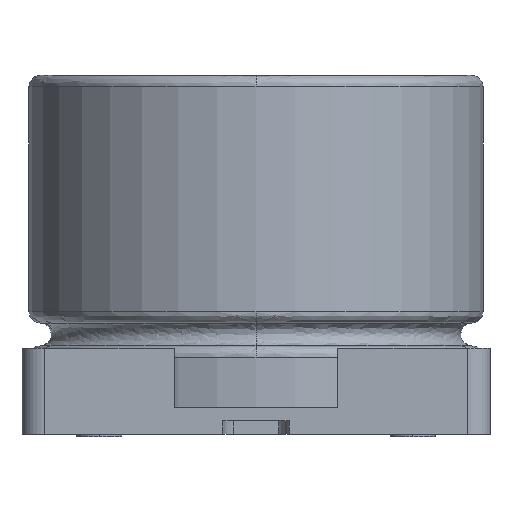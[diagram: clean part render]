
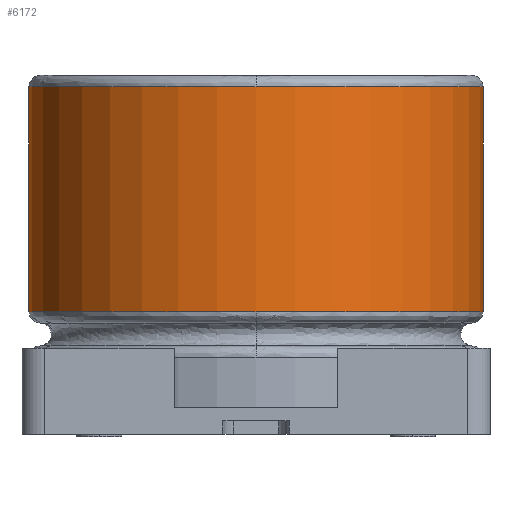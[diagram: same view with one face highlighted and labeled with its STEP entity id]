
A CAD part, left-side view. The second image highlights one B-rep face of the part: STEP entity #6172.
In plain terms, the highlighted cylindrical face has radius 5 mm (diameter 10 mm), a partial arc.
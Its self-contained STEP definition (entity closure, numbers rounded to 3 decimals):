
#112 = ORIENTED_EDGE ( 'NONE', *, *, #213, .T. ) ;
#213 = EDGE_CURVE ( 'NONE', #3531, #7660, #3801, .T. ) ;
#319 = AXIS2_PLACEMENT_3D ( 'NONE', #1124, #7876, #1726 ) ;
#337 = CARTESIAN_POINT ( 'NONE',  ( 0., 0., 7.65 ) ) ;
#392 = DIRECTION ( 'NONE',  ( 0., 0., -1. ) ) ;
#828 = VERTEX_POINT ( 'NONE', #4454 ) ;
#836 = CARTESIAN_POINT ( 'NONE',  ( 0., 0., 2.7 ) ) ;
#902 = EDGE_CURVE ( 'NONE', #5002, #3531, #6210, .T. ) ;
#908 = DIRECTION ( 'NONE',  ( 0., 0., -1. ) ) ;
#996 = ORIENTED_EDGE ( 'NONE', *, *, #6408, .T. ) ;
#1124 = CARTESIAN_POINT ( 'NONE',  ( 0., 0., 5.175 ) ) ;
#1291 = ORIENTED_EDGE ( 'NONE', *, *, #8892, .T. ) ;
#1517 = LINE ( 'NONE', #7770, #9358 ) ;
#1597 = DIRECTION ( 'NONE',  ( 0., 1., 0. ) ) ;
#1726 = DIRECTION ( 'NONE',  ( 0., 1., 0. ) ) ;
#1741 = AXIS2_PLACEMENT_3D ( 'NONE', #836, #8470, #1597 ) ;
#1964 = AXIS2_PLACEMENT_3D ( 'NONE', #6306, #3422, #9308 ) ;
#1976 = CARTESIAN_POINT ( 'NONE',  ( -5., 0., 2.7 ) ) ;
#2287 = CARTESIAN_POINT ( 'NONE',  ( 0., 5., 7.65 ) ) ;
#2453 = CARTESIAN_POINT ( 'NONE',  ( 0., -5., 2.7 ) ) ;
#2655 = CYLINDRICAL_SURFACE ( 'NONE', #319, 5. ) ;
#3165 = AXIS2_PLACEMENT_3D ( 'NONE', #7526, #7719, #3831 ) ;
#3422 = DIRECTION ( 'NONE',  ( 0., 0., -1. ) ) ;
#3531 = VERTEX_POINT ( 'NONE', #1976 ) ;
#3801 = CIRCLE ( 'NONE', #3165, 5. ) ;
#3831 = DIRECTION ( 'NONE',  ( 0., 1., 0. ) ) ;
#4454 = CARTESIAN_POINT ( 'NONE',  ( 0., -5., 7.65 ) ) ;
#4944 = ORIENTED_EDGE ( 'NONE', *, *, #5291, .T. ) ;
#4952 = VERTEX_POINT ( 'NONE', #2287 ) ;
#5002 = VERTEX_POINT ( 'NONE', #7663 ) ;
#5291 = EDGE_CURVE ( 'NONE', #4952, #5002, #1517, .T. ) ;
#5737 = FACE_OUTER_BOUND ( 'NONE', #9183, .T. ) ;
#5773 = DIRECTION ( 'NONE',  ( 0., 1., 0. ) ) ;
#5795 = CARTESIAN_POINT ( 'NONE',  ( 0., -5., 5.175 ) ) ;
#6172 = ADVANCED_FACE ( 'NONE', ( #5737 ), #2655, .T. ) ;
#6210 = CIRCLE ( 'NONE', #1741, 5. ) ;
#6253 = CIRCLE ( 'NONE', #1964, 5. ) ;
#6306 = CARTESIAN_POINT ( 'NONE',  ( 0., 0., 7.65 ) ) ;
#6408 = EDGE_CURVE ( 'NONE', #828, #9634, #6253, .T. ) ;
#6439 = ORIENTED_EDGE ( 'NONE', *, *, #7844, .F. ) ;
#6946 = CIRCLE ( 'NONE', #8404, 5. ) ;
#7097 = VECTOR ( 'NONE', #8832, 1000. ) ;
#7157 = ORIENTED_EDGE ( 'NONE', *, *, #902, .T. ) ;
#7526 = CARTESIAN_POINT ( 'NONE',  ( 0., 0., 2.7 ) ) ;
#7660 = VERTEX_POINT ( 'NONE', #2453 ) ;
#7663 = CARTESIAN_POINT ( 'NONE',  ( 0., 5., 2.7 ) ) ;
#7719 = DIRECTION ( 'NONE',  ( 0., 0., 1. ) ) ;
#7770 = CARTESIAN_POINT ( 'NONE',  ( 0., 5., 5.175 ) ) ;
#7844 = EDGE_CURVE ( 'NONE', #828, #7660, #8290, .T. ) ;
#7876 = DIRECTION ( 'NONE',  ( 0., 0., -1. ) ) ;
#8290 = LINE ( 'NONE', #5795, #7097 ) ;
#8404 = AXIS2_PLACEMENT_3D ( 'NONE', #337, #392, #5773 ) ;
#8470 = DIRECTION ( 'NONE',  ( 0., 0., 1. ) ) ;
#8832 = DIRECTION ( 'NONE',  ( 0., 0., -1. ) ) ;
#8892 = EDGE_CURVE ( 'NONE', #9634, #4952, #6946, .T. ) ;
#8959 = CARTESIAN_POINT ( 'NONE',  ( -5., 0., 7.65 ) ) ;
#9183 = EDGE_LOOP ( 'NONE', ( #6439, #996, #1291, #4944, #7157, #112 ) ) ;
#9308 = DIRECTION ( 'NONE',  ( 0., 1., 0. ) ) ;
#9358 = VECTOR ( 'NONE', #908, 1000. ) ;
#9634 = VERTEX_POINT ( 'NONE', #8959 ) ;
